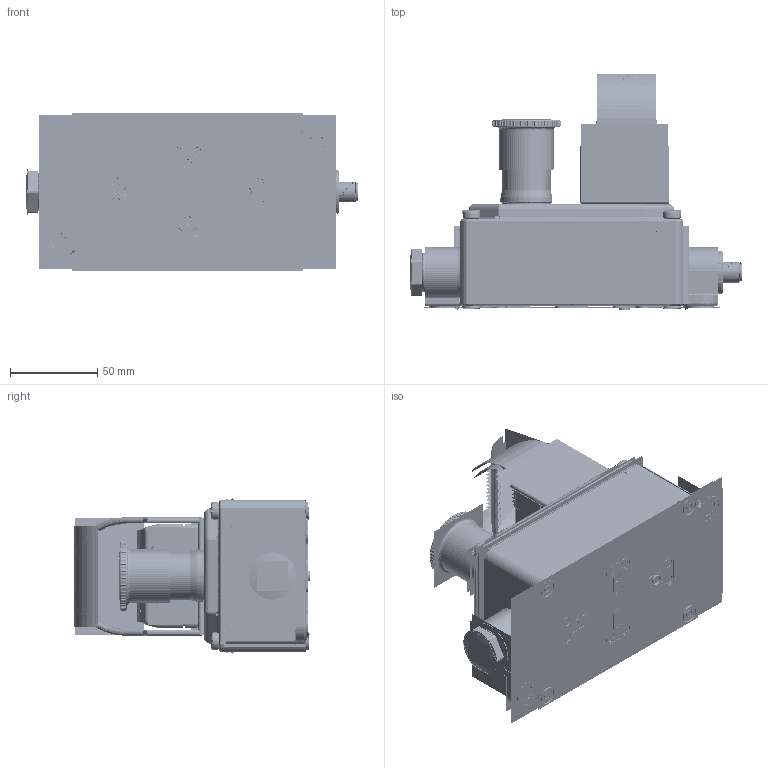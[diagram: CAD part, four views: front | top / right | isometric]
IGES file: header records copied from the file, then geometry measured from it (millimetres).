
Start section:  PTC IGES file: 169599.igs
Global section: file name: 169599.igs; native system: Pro/ENGINEER by Parametric Technology Corporation; preprocessor: 2009141; author: banengservice; organization: Unknown; date: 20130111.124126; units: millimetre
Bounding box: 190.58 x 135.66 x 91.14 mm (x, y, z)
Volume: 287434.3 mm3; surface area: 1744707 mm2
Topology: 24 solids, 30 shells, 5824 faces, 29530 edges, 37528 vertices
Faces by surface type: revolution 3696, bspline 2128
